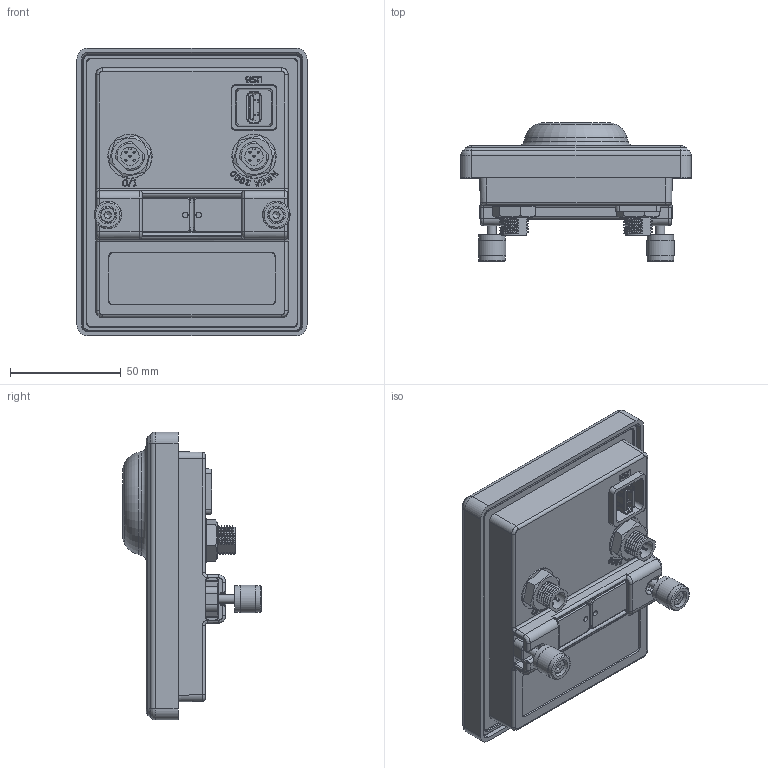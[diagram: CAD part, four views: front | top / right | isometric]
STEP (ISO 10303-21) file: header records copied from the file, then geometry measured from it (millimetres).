
FILE_DESCRIPTION(/* description */ ('STEP AP214'),/* implementation_level */ '2;1');
FILE_NAME(/* name */ 'MOBY Controller [ASM-01276].step',/* time_stamp */ '2026-01-08T13:55:05+02:00',/* author */ (''),/* organization */ (''),/* preprocessor_version */ 'ST-DEVELOPER v20.1',/* originating_system */ 'Autodesk Translation Framework v14.21.0.0',/* authorisation */ '');
FILE_SCHEMA (('AUTOMOTIVE_DESIGN { 1 0 10303 214 3 1 1 }'));
Products named in the file (1): ASM-01276 (MOBY CONTROLLER)
Bounding box: 104 x 62.52 x 130 mm (x, y, z)
Volume: 324373.8 mm3; surface area: 88976.2 mm2
Topology: 8 solids, 15 shells, 1385 faces, 3576 edges, 2277 vertices
Faces by surface type: plane 589, bspline 425, cylinder 295, torus 42, cone 34
Full cylindrical faces by diameter (mm): 1 x10, 2.5 x2, 3.2 x2, 3.3 x2, 4 x2, 7 x2, 8.1 x2, 8.25 x2, 12 x4, 12.5 x2, 45 x1
Entity records: 92436 total; most frequent: CARTESIAN_POINT 61287, ORIENTED_EDGE 7124, DIRECTION 5341, EDGE_CURVE 3562, VERTEX_POINT 2277, LINE 1951, VECTOR 1951, AXIS2_PLACEMENT_3D 1695
